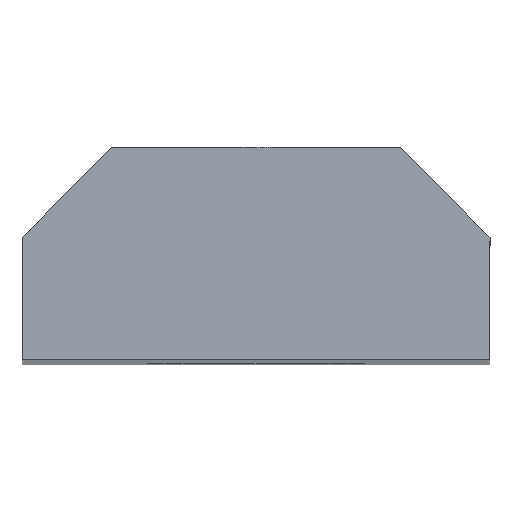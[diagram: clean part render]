
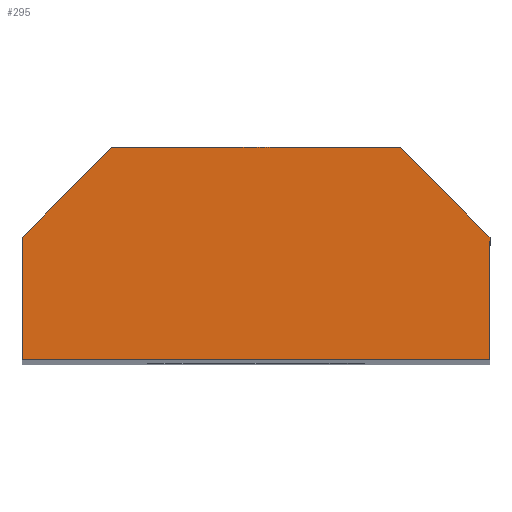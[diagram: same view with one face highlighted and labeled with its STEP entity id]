
A CAD part, top view. The second image highlights one B-rep face of the part: STEP entity #295.
In plain terms, the highlighted planar face has unit normal (0, 0, 1).
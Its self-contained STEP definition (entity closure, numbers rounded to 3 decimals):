
#17=CARTESIAN_POINT('',(-6.5,0.0,18.0));
#18=VERTEX_POINT('',#17);
#25=CARTESIAN_POINT('',(-6.5,3.4,18.0));
#26=VERTEX_POINT('',#25);
#27=CARTESIAN_POINT('',(-6.5,3.4,18.0));
#28=DIRECTION('',(0.0,-1.0,0.0));
#29=VECTOR('',#28,3.4);
#30=LINE('',#27,#29);
#31=EDGE_CURVE('',#26,#18,#30,.T.);
#55=CARTESIAN_POINT('',(6.5,0.0,18.0));
#56=VERTEX_POINT('',#55);
#63=CARTESIAN_POINT('',(-6.5,0.0,18.0));
#64=DIRECTION('',(1.0,0.0,0.0));
#65=VECTOR('',#64,13.0);
#66=LINE('',#63,#65);
#67=EDGE_CURVE('',#18,#56,#66,.T.);
#126=CARTESIAN_POINT('',(6.5,3.4,18.0));
#127=VERTEX_POINT('',#126);
#134=CARTESIAN_POINT('',(6.5,0.0,18.0));
#135=DIRECTION('',(0.0,1.0,0.0));
#136=VECTOR('',#135,3.4);
#137=LINE('',#134,#136);
#138=EDGE_CURVE('',#56,#127,#137,.T.);
#157=CARTESIAN_POINT('',(4.,5.9,18.0));
#158=VERTEX_POINT('',#157);
#165=CARTESIAN_POINT('',(6.5,3.4,18.0));
#166=DIRECTION('',(-0.707,0.707,0.0));
#167=VECTOR('',#166,3.536);
#168=LINE('',#165,#167);
#169=EDGE_CURVE('',#127,#158,#168,.T.);
#188=CARTESIAN_POINT('',(-4.,5.9,18.0));
#189=VERTEX_POINT('',#188);
#196=CARTESIAN_POINT('',(4.,5.9,18.0));
#197=DIRECTION('',(-1.0,0.0,0.0));
#198=VECTOR('',#197,8.);
#199=LINE('',#196,#198);
#200=EDGE_CURVE('',#158,#189,#199,.T.);
#258=CARTESIAN_POINT('',(-4.,5.9,18.0));
#259=DIRECTION('',(-0.707,-0.707,0.0));
#260=VECTOR('',#259,3.536);
#261=LINE('',#258,#260);
#262=EDGE_CURVE('',#189,#26,#261,.T.);
#282=CARTESIAN_POINT('',(-7.8,-0.59,18.0));
#283=DIRECTION('',(0.0,0.0,1.0));
#284=DIRECTION('',(1.0,0.0,0.0));
#285=AXIS2_PLACEMENT_3D('',#282,#283,#284);
#286=PLANE('',#285);
#287=ORIENTED_EDGE('',*,*,#31,.T.);
#288=ORIENTED_EDGE('',*,*,#67,.T.);
#289=ORIENTED_EDGE('',*,*,#138,.T.);
#290=ORIENTED_EDGE('',*,*,#169,.T.);
#291=ORIENTED_EDGE('',*,*,#200,.T.);
#292=ORIENTED_EDGE('',*,*,#262,.T.);
#293=EDGE_LOOP('',(#287,#288,#289,#290,#291,#292));
#294=FACE_OUTER_BOUND('',#293,.T.);
#295=ADVANCED_FACE('',(#294),#286,.T.);
